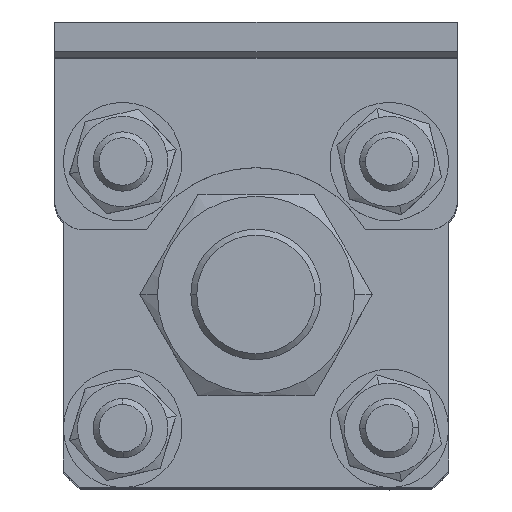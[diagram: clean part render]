
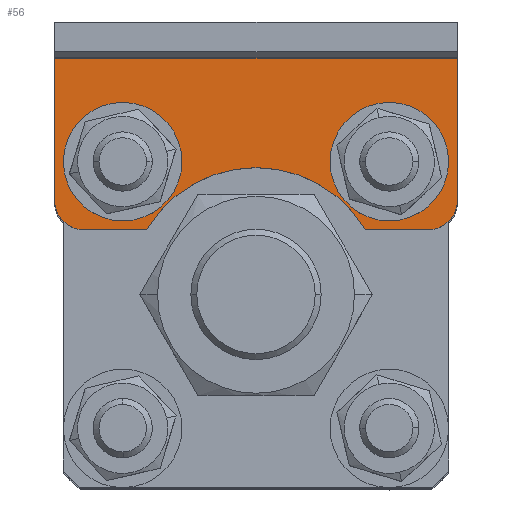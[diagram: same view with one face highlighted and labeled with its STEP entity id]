
A CAD part, top view. The second image highlights one B-rep face of the part: STEP entity #56.
In plain terms, the highlighted face is planar.
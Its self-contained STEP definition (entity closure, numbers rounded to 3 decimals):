
#40 = PLANE ( 'NONE',  #1475 ) ;
#56 = ADVANCED_FACE ( 'NONE', ( #2346, #2351, #2345 ), #40, .T. ) ;
#368 = EDGE_CURVE ( 'NONE', #1160, #1161, #2844, .T. ) ;
#372 = EDGE_CURVE ( 'NONE', #1164, #1165, #2850, .T. ) ;
#377 = EDGE_CURVE ( 'NONE', #1168, #1174, #2860, .T. ) ;
#394 = EDGE_CURVE ( 'NONE', #1177, #1183, #2892, .T. ) ;
#395 = EDGE_CURVE ( 'NONE', #1161, #1160, #2888, .T. ) ;
#396 = EDGE_CURVE ( 'NONE', #1165, #1164, #2896, .T. ) ;
#397 = EDGE_CURVE ( 'NONE', #1178, #1168, #2897, .T. ) ;
#398 = EDGE_CURVE ( 'NONE', #1182, #1178, #2898, .T. ) ;
#399 = EDGE_CURVE ( 'NONE', #1182, #1188, #2894, .T. ) ;
#400 = EDGE_CURVE ( 'NONE', #1188, #1177, #2901, .T. ) ;
#401 = EDGE_CURVE ( 'NONE', #1180, #1183, #2902, .T. ) ;
#402 = EDGE_CURVE ( 'NONE', #1180, #1174, #2904, .T. ) ;
#1083 = EDGE_LOOP ( 'NONE', ( #2051, #2052 ) ) ;
#1129 = EDGE_LOOP ( 'NONE', ( #2053, #2054 ) ) ;
#1137 = EDGE_LOOP ( 'NONE', ( #2055, #2056, #2057, #2058, #2059, #2060, #2061, #2062 ) ) ;
#1160 = VERTEX_POINT ( 'NONE', #7201 ) ;
#1161 = VERTEX_POINT ( 'NONE', #7202 ) ;
#1164 = VERTEX_POINT ( 'NONE', #7205 ) ;
#1165 = VERTEX_POINT ( 'NONE', #7206 ) ;
#1168 = VERTEX_POINT ( 'NONE', #7209 ) ;
#1174 = VERTEX_POINT ( 'NONE', #7215 ) ;
#1177 = VERTEX_POINT ( 'NONE', #7218 ) ;
#1178 = VERTEX_POINT ( 'NONE', #7219 ) ;
#1180 = VERTEX_POINT ( 'NONE', #7221 ) ;
#1182 = VERTEX_POINT ( 'NONE', #7223 ) ;
#1183 = VERTEX_POINT ( 'NONE', #7224 ) ;
#1188 = VERTEX_POINT ( 'NONE', #7229 ) ;
#1475 = AXIS2_PLACEMENT_3D ( 'NONE', #8859, #8860, #9138 ) ;
#1730 = AXIS2_PLACEMENT_3D ( 'NONE', #4213, #4214, #4215 ) ;
#1732 = AXIS2_PLACEMENT_3D ( 'NONE', #4223, #4224, #4225 ) ;
#1738 = AXIS2_PLACEMENT_3D ( 'NONE', #4271, #4272, #4273 ) ;
#1739 = AXIS2_PLACEMENT_3D ( 'NONE', #4276, #4277, #4278 ) ;
#1740 = AXIS2_PLACEMENT_3D ( 'NONE', #4280, #4281, #4282 ) ;
#1741 = AXIS2_PLACEMENT_3D ( 'NONE', #4286, #4287, #4288 ) ;
#1742 = AXIS2_PLACEMENT_3D ( 'NONE', #4291, #4292, #4293 ) ;
#2051 = ORIENTED_EDGE ( 'NONE', *, *, #368, .F. ) ;
#2052 = ORIENTED_EDGE ( 'NONE', *, *, #395, .F. ) ;
#2053 = ORIENTED_EDGE ( 'NONE', *, *, #372, .F. ) ;
#2054 = ORIENTED_EDGE ( 'NONE', *, *, #396, .F. ) ;
#2055 = ORIENTED_EDGE ( 'NONE', *, *, #397, .F. ) ;
#2056 = ORIENTED_EDGE ( 'NONE', *, *, #398, .F. ) ;
#2057 = ORIENTED_EDGE ( 'NONE', *, *, #399, .T. ) ;
#2058 = ORIENTED_EDGE ( 'NONE', *, *, #400, .T. ) ;
#2059 = ORIENTED_EDGE ( 'NONE', *, *, #394, .T. ) ;
#2060 = ORIENTED_EDGE ( 'NONE', *, *, #401, .F. ) ;
#2061 = ORIENTED_EDGE ( 'NONE', *, *, #402, .T. ) ;
#2062 = ORIENTED_EDGE ( 'NONE', *, *, #377, .F. ) ;
#2345 = FACE_OUTER_BOUND ( 'NONE', #1137, .T. ) ;
#2346 = FACE_BOUND ( 'NONE', #1083, .T. ) ;
#2351 = FACE_BOUND ( 'NONE', #1129, .T. ) ;
#2844 = CIRCLE ( 'NONE', #1730, 5.5 ) ;
#2850 = CIRCLE ( 'NONE', #1732, 5.5 ) ;
#2860 = LINE ( 'NONE', #4226, #2865 ) ;
#2865 = VECTOR ( 'NONE', #4233, 1000. ) ;
#2888 = CIRCLE ( 'NONE', #1738, 5.5 ) ;
#2892 = LINE ( 'NONE', #4269, #2895 ) ;
#2894 = CIRCLE ( 'NONE', #1741, 5. ) ;
#2895 = VECTOR ( 'NONE', #4270, 1000. ) ;
#2896 = CIRCLE ( 'NONE', #1739, 5.5 ) ;
#2897 = CIRCLE ( 'NONE', #1740, 21.5 ) ;
#2898 = LINE ( 'NONE', #4274, #2900 ) ;
#2900 = VECTOR ( 'NONE', #4275, 1000. ) ;
#2901 = LINE ( 'NONE', #4283, #2903 ) ;
#2902 = LINE ( 'NONE', #4289, #2905 ) ;
#2903 = VECTOR ( 'NONE', #4279, 1000. ) ;
#2904 = CIRCLE ( 'NONE', #1742, 5. ) ;
#2905 = VECTOR ( 'NONE', #4290, 1000. ) ;
#4213 = CARTESIAN_POINT ( 'NONE',  ( 22.5, 23.5, -6. ) ) ;
#4214 = DIRECTION ( 'NONE',  ( 0., 0., -1. ) ) ;
#4215 = DIRECTION ( 'NONE',  ( 0., 1., 0. ) ) ;
#4223 = CARTESIAN_POINT ( 'NONE',  ( -22.5, 23.5, -6. ) ) ;
#4224 = DIRECTION ( 'NONE',  ( 0., 0., -1. ) ) ;
#4225 = DIRECTION ( 'NONE',  ( 0., 1., 0. ) ) ;
#4226 = CARTESIAN_POINT ( 'NONE',  ( 34., 35., -6. ) ) ;
#4233 = DIRECTION ( 'NONE',  ( -1., 0., 0. ) ) ;
#4269 = CARTESIAN_POINT ( 'NONE',  ( 34., 6., -6. ) ) ;
#4270 = DIRECTION ( 'NONE',  ( -1., 0., 0. ) ) ;
#4271 = CARTESIAN_POINT ( 'NONE',  ( 22.5, 23.5, -6. ) ) ;
#4272 = DIRECTION ( 'NONE',  ( 0., 0., -1. ) ) ;
#4273 = DIRECTION ( 'NONE',  ( 0., 1., 0. ) ) ;
#4274 = CARTESIAN_POINT ( 'NONE',  ( 34., 35., -6. ) ) ;
#4275 = DIRECTION ( 'NONE',  ( -1., 0., 0. ) ) ;
#4276 = CARTESIAN_POINT ( 'NONE',  ( -22.5, 23.5, -6. ) ) ;
#4277 = DIRECTION ( 'NONE',  ( 0., 0., -1. ) ) ;
#4278 = DIRECTION ( 'NONE',  ( 0., 1., 0. ) ) ;
#4279 = DIRECTION ( 'NONE',  ( 0., -1., 0. ) ) ;
#4280 = CARTESIAN_POINT ( 'NONE',  ( 0., 46., -6. ) ) ;
#4281 = DIRECTION ( 'NONE',  ( 0., 0., -1. ) ) ;
#4282 = DIRECTION ( 'NONE',  ( 0., 1., 0. ) ) ;
#4283 = CARTESIAN_POINT ( 'NONE',  ( 34., 35., -6. ) ) ;
#4286 = CARTESIAN_POINT ( 'NONE',  ( 29., 30., -6. ) ) ;
#4287 = DIRECTION ( 'NONE',  ( 0., 0., -1. ) ) ;
#4288 = DIRECTION ( 'NONE',  ( 0., 1., 0. ) ) ;
#4289 = CARTESIAN_POINT ( 'NONE',  ( -34., 35., -6. ) ) ;
#4290 = DIRECTION ( 'NONE',  ( 0., -1., 0. ) ) ;
#4291 = CARTESIAN_POINT ( 'NONE',  ( -29., 30., -6. ) ) ;
#4292 = DIRECTION ( 'NONE',  ( 0., 0., -1. ) ) ;
#4293 = DIRECTION ( 'NONE',  ( 0., 1., 0. ) ) ;
#7201 = CARTESIAN_POINT ( 'NONE',  ( 28., 23.5, -6. ) ) ;
#7202 = CARTESIAN_POINT ( 'NONE',  ( 17., 23.5, -6. ) ) ;
#7205 = CARTESIAN_POINT ( 'NONE',  ( -17., 23.5, -6. ) ) ;
#7206 = CARTESIAN_POINT ( 'NONE',  ( -28., 23.5, -6. ) ) ;
#7209 = CARTESIAN_POINT ( 'NONE',  ( -18.473, 35., -6. ) ) ;
#7215 = CARTESIAN_POINT ( 'NONE',  ( -29., 35., -6. ) ) ;
#7218 = CARTESIAN_POINT ( 'NONE',  ( 34., 6., -6. ) ) ;
#7219 = CARTESIAN_POINT ( 'NONE',  ( 18.473, 35., -6. ) ) ;
#7221 = CARTESIAN_POINT ( 'NONE',  ( -34., 30., -6. ) ) ;
#7223 = CARTESIAN_POINT ( 'NONE',  ( 29., 35., -6. ) ) ;
#7224 = CARTESIAN_POINT ( 'NONE',  ( -34., 6., -6. ) ) ;
#7229 = CARTESIAN_POINT ( 'NONE',  ( 34., 30., -6. ) ) ;
#8859 = CARTESIAN_POINT ( 'NONE',  ( 34., 35., -6. ) ) ;
#8860 = DIRECTION ( 'NONE',  ( 0., 0., -1. ) ) ;
#9138 = DIRECTION ( 'NONE',  ( 0., 1., 0. ) ) ;
